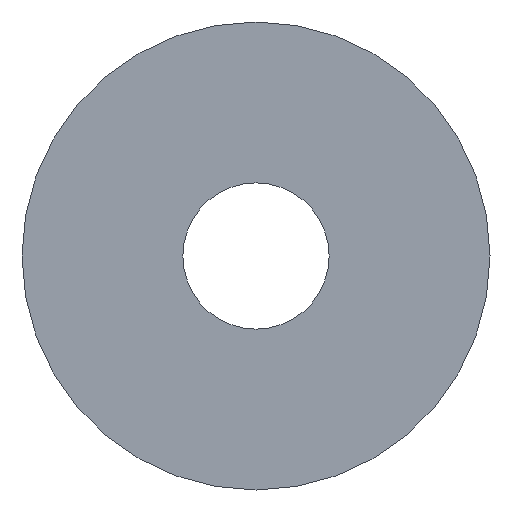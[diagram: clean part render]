
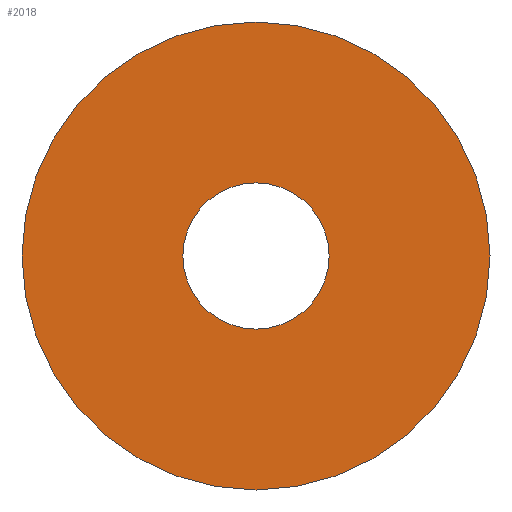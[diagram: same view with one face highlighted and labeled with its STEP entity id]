
A CAD part, front view. The second image highlights one B-rep face of the part: STEP entity #2018.
In plain terms, the highlighted planar face has unit normal (0, -1, 0).
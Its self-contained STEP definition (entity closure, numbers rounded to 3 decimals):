
#53 = EDGE_CURVE ( 'NONE', #2364, #1375, #1227, .T. ) ;
#65 = ORIENTED_EDGE ( 'NONE', *, *, #2146, .F. ) ;
#91 = CARTESIAN_POINT ( 'NONE',  ( 0., 0., 0. ) ) ;
#105 = AXIS2_PLACEMENT_3D ( 'NONE', #91, #1011, #123 ) ;
#123 = DIRECTION ( 'NONE',  ( 0., 0., -1. ) ) ;
#261 = DIRECTION ( 'NONE',  ( 0., 0., 1. ) ) ;
#338 = EDGE_CURVE ( 'NONE', #565, #1755, #548, .T. ) ;
#394 = DIRECTION ( 'NONE',  ( 0., 1., 0. ) ) ;
#548 = CIRCLE ( 'NONE', #697, 2.5 ) ;
#565 = VERTEX_POINT ( 'NONE', #966 ) ;
#608 = ORIENTED_EDGE ( 'NONE', *, *, #338, .F. ) ;
#618 = EDGE_LOOP ( 'NONE', ( #608, #735 ) ) ;
#631 = PLANE ( 'NONE',  #977 ) ;
#697 = AXIS2_PLACEMENT_3D ( 'NONE', #2007, #2245, #2771 ) ;
#731 = ORIENTED_EDGE ( 'NONE', *, *, #53, .F. ) ;
#735 = ORIENTED_EDGE ( 'NONE', *, *, #1929, .F. ) ;
#830 = AXIS2_PLACEMENT_3D ( 'NONE', #1413, #2360, #1232 ) ;
#966 = CARTESIAN_POINT ( 'NONE',  ( 0., 0., -2.5 ) ) ;
#977 = AXIS2_PLACEMENT_3D ( 'NONE', #2238, #394, #2489 ) ;
#984 = AXIS2_PLACEMENT_3D ( 'NONE', #1614, #2523, #261 ) ;
#998 = CARTESIAN_POINT ( 'NONE',  ( 0., 0., 2.5 ) ) ;
#1011 = DIRECTION ( 'NONE',  ( 0., -1., 0. ) ) ;
#1227 = CIRCLE ( 'NONE', #984, 8. ) ;
#1232 = DIRECTION ( 'NONE',  ( 0., 0., 1. ) ) ;
#1375 = VERTEX_POINT ( 'NONE', #1474 ) ;
#1413 = CARTESIAN_POINT ( 'NONE',  ( 0., 0., 0. ) ) ;
#1474 = CARTESIAN_POINT ( 'NONE',  ( 0., 0., 8. ) ) ;
#1614 = CARTESIAN_POINT ( 'NONE',  ( 0., 0., 0. ) ) ;
#1755 = VERTEX_POINT ( 'NONE', #998 ) ;
#1777 = CARTESIAN_POINT ( 'NONE',  ( 0., 0., -8. ) ) ;
#1929 = EDGE_CURVE ( 'NONE', #1755, #565, #2448, .T. ) ;
#1999 = FACE_OUTER_BOUND ( 'NONE', #2168, .T. ) ;
#2007 = CARTESIAN_POINT ( 'NONE',  ( 0., 0., 0. ) ) ;
#2018 = ADVANCED_FACE ( 'NONE', ( #2690, #1999 ), #631, .F. ) ;
#2122 = CIRCLE ( 'NONE', #830, 8. ) ;
#2146 = EDGE_CURVE ( 'NONE', #1375, #2364, #2122, .T. ) ;
#2168 = EDGE_LOOP ( 'NONE', ( #731, #65 ) ) ;
#2238 = CARTESIAN_POINT ( 'NONE',  ( 0., 0., 0. ) ) ;
#2245 = DIRECTION ( 'NONE',  ( 0., -1., 0. ) ) ;
#2360 = DIRECTION ( 'NONE',  ( 0., 1., 0. ) ) ;
#2364 = VERTEX_POINT ( 'NONE', #1777 ) ;
#2448 = CIRCLE ( 'NONE', #105, 2.5 ) ;
#2489 = DIRECTION ( 'NONE',  ( 0., 0., 1. ) ) ;
#2523 = DIRECTION ( 'NONE',  ( 0., 1., 0. ) ) ;
#2690 = FACE_BOUND ( 'NONE', #618, .T. ) ;
#2771 = DIRECTION ( 'NONE',  ( 0., 0., -1. ) ) ;
